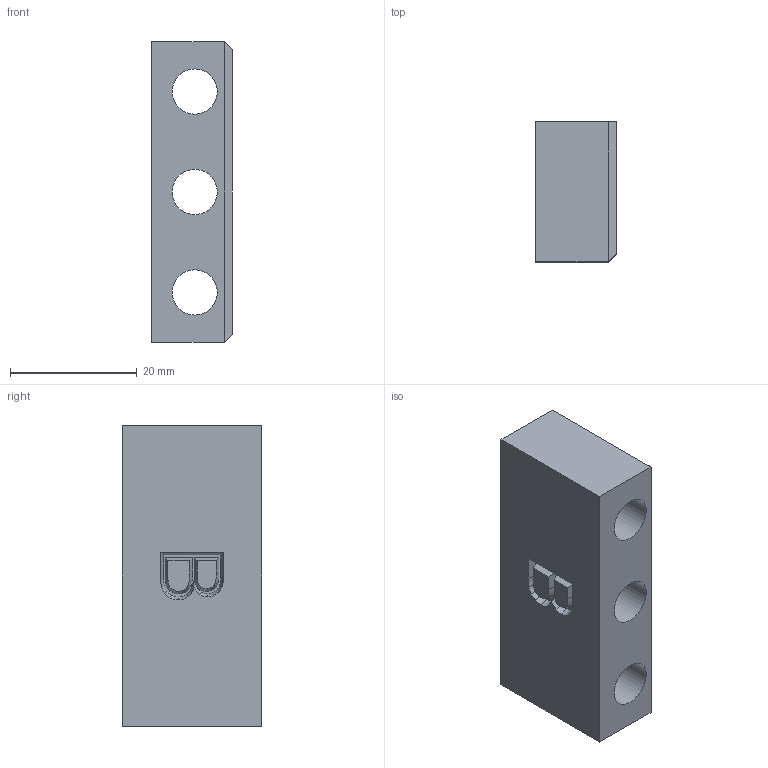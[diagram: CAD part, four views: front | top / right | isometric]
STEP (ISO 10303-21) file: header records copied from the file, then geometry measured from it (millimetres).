
FILE_DESCRIPTION(/* description */ (''),/* implementation_level */ '2;1');
FILE_NAME(/* name */ 'Cross-Brace Crush Block 0.0625.step',/* time_stamp */ '2023-09-19T19:24:30-04:00',/* author */ (''),/* organization */ (''),/* preprocessor_version */ 'ST-DEVELOPER v20',/* originating_system */ 'Autodesk Translation Framework v12.9.0.99',/* authorisation */ '');
FILE_SCHEMA (('AUTOMOTIVE_DESIGN { 1 0 10303 214 3 1 1 }'));
Length unit declared in the file: inch
Products named in the file (1): Cross-Brace Crush Block 0.0625
Bounding box: 12.7 x 22.1 x 47.5 mm (x, y, z)
Volume: 10573.7 mm3; surface area: 5096.4 mm2
Topology: 1 solids, 1 shells, 48 faces, 127 edges, 84 vertices
Faces by surface type: bspline 24, plane 21, cylinder 3
Full cylindrical faces by diameter (mm): 7.137 x3
Entity records: 2232 total; most frequent: CARTESIAN_POINT 1204, ORIENTED_EDGE 254, EDGE_CURVE 127, DIRECTION 109, VERTEX_POINT 84, B_SPLINE_CURVE_WITH_KNOTS 74, EDGE_LOOP 57, FACE_OUTER_BOUND 48
